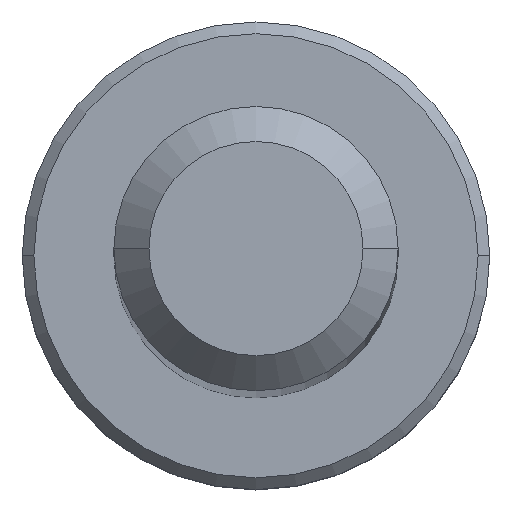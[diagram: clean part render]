
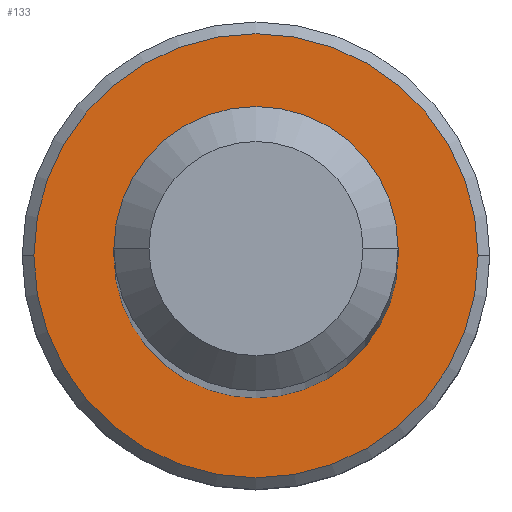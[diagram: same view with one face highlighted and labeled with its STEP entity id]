
A CAD part, top view. The second image highlights one B-rep face of the part: STEP entity #133.
In plain terms, the highlighted planar face has unit normal (0, 0, 1).
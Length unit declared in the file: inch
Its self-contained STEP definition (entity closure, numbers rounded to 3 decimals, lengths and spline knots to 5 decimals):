
#32 = PLANE ( 'NONE',  #149 ) ;
#33 = ORIENTED_EDGE ( 'NONE', *, *, #73, .T. ) ;
#46 = FACE_OUTER_BOUND ( 'NONE', #411, .T. ) ;
#55 = ORIENTED_EDGE ( 'NONE', *, *, #289, .F. ) ;
#73 = EDGE_CURVE ( 'NONE', #85, #163, #222, .T. ) ;
#80 = CARTESIAN_POINT ( 'NONE',  ( -0.095, 0., -2.75 ) ) ;
#85 = VERTEX_POINT ( 'NONE', #167 ) ;
#93 = CARTESIAN_POINT ( 'NONE',  ( 0.095, 0., -2.75 ) ) ;
#133 = ADVANCED_FACE ( 'NONE', ( #634, #46 ), #32, .F. ) ;
#138 = CIRCLE ( 'NONE', #837, 0.14844 ) ;
#148 = ORIENTED_EDGE ( 'NONE', *, *, #593, .F. ) ;
#149 = AXIS2_PLACEMENT_3D ( 'NONE', #309, #506, #761 ) ;
#163 = VERTEX_POINT ( 'NONE', #322 ) ;
#167 = CARTESIAN_POINT ( 'NONE',  ( 0.14844, 0., -2.75 ) ) ;
#182 = EDGE_LOOP ( 'NONE', ( #55, #148 ) ) ;
#194 = DIRECTION ( 'NONE',  ( -1., 0., 0. ) ) ;
#222 = CIRCLE ( 'NONE', #511, 0.14844 ) ;
#255 = CARTESIAN_POINT ( 'NONE',  ( 0., 0., -2.75 ) ) ;
#258 = DIRECTION ( 'NONE',  ( -1., 0., 0. ) ) ;
#289 = EDGE_CURVE ( 'NONE', #589, #310, #752, .T. ) ;
#293 = AXIS2_PLACEMENT_3D ( 'NONE', #255, #524, #194 ) ;
#297 = DIRECTION ( 'NONE',  ( -1., 0., 0. ) ) ;
#308 = CARTESIAN_POINT ( 'NONE',  ( 0., 0., -2.75 ) ) ;
#309 = CARTESIAN_POINT ( 'NONE',  ( 0., 0., -2.75 ) ) ;
#310 = VERTEX_POINT ( 'NONE', #80 ) ;
#322 = CARTESIAN_POINT ( 'NONE',  ( -0.14844, 0., -2.75 ) ) ;
#339 = CARTESIAN_POINT ( 'NONE',  ( 0., 0., -2.75 ) ) ;
#376 = CIRCLE ( 'NONE', #727, 0.095 ) ;
#411 = EDGE_LOOP ( 'NONE', ( #522, #33 ) ) ;
#453 = EDGE_CURVE ( 'NONE', #163, #85, #138, .T. ) ;
#506 = DIRECTION ( 'NONE',  ( 0., 0., -1. ) ) ;
#511 = AXIS2_PLACEMENT_3D ( 'NONE', #684, #693, #297 ) ;
#522 = ORIENTED_EDGE ( 'NONE', *, *, #453, .T. ) ;
#524 = DIRECTION ( 'NONE',  ( 0., 0., 1. ) ) ;
#533 = DIRECTION ( 'NONE',  ( 0., 0., 1. ) ) ;
#567 = DIRECTION ( 'NONE',  ( 0., 0., 1. ) ) ;
#589 = VERTEX_POINT ( 'NONE', #93 ) ;
#593 = EDGE_CURVE ( 'NONE', #310, #589, #376, .T. ) ;
#601 = DIRECTION ( 'NONE',  ( -1., 0., 0. ) ) ;
#634 = FACE_BOUND ( 'NONE', #182, .T. ) ;
#684 = CARTESIAN_POINT ( 'NONE',  ( 0., 0., -2.75 ) ) ;
#693 = DIRECTION ( 'NONE',  ( 0., 0., 1. ) ) ;
#727 = AXIS2_PLACEMENT_3D ( 'NONE', #308, #567, #258 ) ;
#752 = CIRCLE ( 'NONE', #293, 0.095 ) ;
#761 = DIRECTION ( 'NONE',  ( 0., -1., 0. ) ) ;
#837 = AXIS2_PLACEMENT_3D ( 'NONE', #339, #533, #601 ) ;
